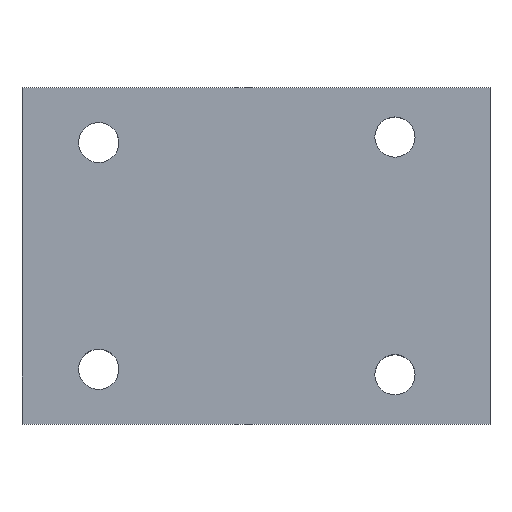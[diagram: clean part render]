
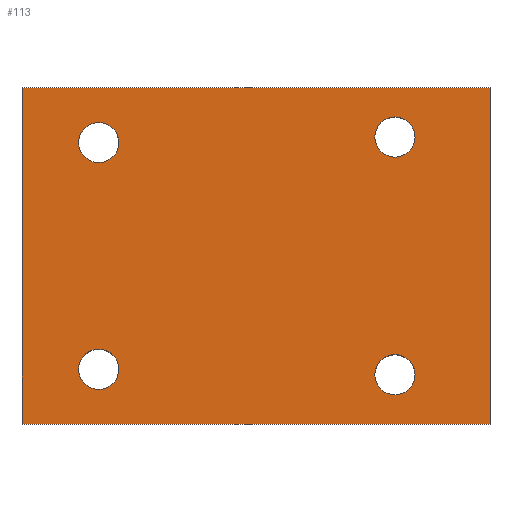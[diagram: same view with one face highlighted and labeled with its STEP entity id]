
A CAD part, top view. The second image highlights one B-rep face of the part: STEP entity #113.
In plain terms, the highlighted planar face has unit normal (0, 0, 1).
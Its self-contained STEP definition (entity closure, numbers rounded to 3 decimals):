
#113=ADVANCED_FACE('',(#242,#243,#244,#245,#246),#247,.T.);
#242=FACE_BOUND('',#380,.T.);
#243=FACE_BOUND('',#381,.T.);
#244=FACE_BOUND('',#382,.T.);
#245=FACE_BOUND('',#383,.T.);
#246=FACE_OUTER_BOUND('',#384,.T.);
#247=PLANE('',#385);
#380=EDGE_LOOP('',(#637,#638));
#381=EDGE_LOOP('',(#639,#640));
#382=EDGE_LOOP('',(#641,#642));
#383=EDGE_LOOP('',(#643,#644));
#384=EDGE_LOOP('',(#645,#646,#647,#648));
#385=AXIS2_PLACEMENT_3D('',#649,#650,#651);
#637=ORIENTED_EDGE('',*,*,#846,.T.);
#638=ORIENTED_EDGE('',*,*,#847,.T.);
#639=ORIENTED_EDGE('',*,*,#848,.T.);
#640=ORIENTED_EDGE('',*,*,#814,.T.);
#641=ORIENTED_EDGE('',*,*,#849,.T.);
#642=ORIENTED_EDGE('',*,*,#850,.T.);
#643=ORIENTED_EDGE('',*,*,#835,.T.);
#644=ORIENTED_EDGE('',*,*,#840,.T.);
#645=ORIENTED_EDGE('',*,*,#821,.T.);
#646=ORIENTED_EDGE('',*,*,#756,.T.);
#647=ORIENTED_EDGE('',*,*,#799,.T.);
#648=ORIENTED_EDGE('',*,*,#763,.T.);
#649=CARTESIAN_POINT('',(226.0,23.0,66.0));
#650=DIRECTION('',(0.0,0.0,1.0));
#651=DIRECTION('',(1.0,0.0,0.0));
#756=EDGE_CURVE('',#880,#885,#887,.T.);
#763=EDGE_CURVE('',#891,#896,#898,.T.);
#799=EDGE_CURVE('',#885,#891,#962,.T.);
#814=EDGE_CURVE('',#980,#978,#981,.T.);
#821=EDGE_CURVE('',#896,#880,#990,.T.);
#835=EDGE_CURVE('',#1004,#1006,#1008,.T.);
#840=EDGE_CURVE('',#1006,#1004,#1013,.T.);
#846=EDGE_CURVE('',#1021,#1022,#1023,.T.);
#847=EDGE_CURVE('',#1022,#1021,#1024,.T.);
#848=EDGE_CURVE('',#978,#980,#1025,.T.);
#849=EDGE_CURVE('',#1026,#1027,#1028,.T.);
#850=EDGE_CURVE('',#1027,#1026,#1029,.T.);
#880=VERTEX_POINT('',#1061);
#885=VERTEX_POINT('',#1068);
#887=LINE('',#1071,#1072);
#891=VERTEX_POINT('',#1076);
#896=VERTEX_POINT('',#1083);
#898=LINE('',#1086,#1087);
#962=LINE('',#1155,#1156);
#978=VERTEX_POINT('',#1176);
#980=VERTEX_POINT('',#1179);
#981=CIRCLE('',#1180,2.75);
#990=LINE('',#1192,#1193);
#1004=VERTEX_POINT('',#1211);
#1006=VERTEX_POINT('',#1214);
#1008=CIRCLE('',#1217,2.75);
#1013=CIRCLE('',#1222,2.75);
#1021=VERTEX_POINT('',#1232);
#1022=VERTEX_POINT('',#1233);
#1023=CIRCLE('',#1234,2.75);
#1024=CIRCLE('',#1235,2.75);
#1025=CIRCLE('',#1236,2.75);
#1026=VERTEX_POINT('',#1237);
#1027=VERTEX_POINT('',#1238);
#1028=CIRCLE('',#1239,2.75);
#1029=CIRCLE('',#1240,2.75);
#1061=CARTESIAN_POINT('',(258.0,46.0,66.0));
#1068=CARTESIAN_POINT('',(194.0,46.0,66.0));
#1071=CARTESIAN_POINT('',(226.0,46.0,66.0));
#1072=VECTOR('',#1275,1.0);
#1076=CARTESIAN_POINT('',(194.0,0.0,66.0));
#1083=CARTESIAN_POINT('',(258.0,0.0,66.0));
#1086=CARTESIAN_POINT('',(226.0,0.0,66.0));
#1087=VECTOR('',#1282,1.0);
#1155=CARTESIAN_POINT('',(194.0,23.0,66.0));
#1156=VECTOR('',#1365,1.0);
#1176=CARTESIAN_POINT('',(207.25,7.5,66.0));
#1179=CARTESIAN_POINT('',(201.75,7.5,66.0));
#1180=AXIS2_PLACEMENT_3D('',#1383,#1384,#1385);
#1192=CARTESIAN_POINT('',(258.0,23.0,66.0));
#1193=VECTOR('',#1392,1.0);
#1211=CARTESIAN_POINT('',(247.75,39.25,66.0));
#1214=CARTESIAN_POINT('',(242.25,39.25,66.0));
#1217=AXIS2_PLACEMENT_3D('',#1405,#1406,#1407);
#1222=AXIS2_PLACEMENT_3D('',#1411,#1412,#1413);
#1232=CARTESIAN_POINT('',(207.25,38.5,66.0));
#1233=CARTESIAN_POINT('',(201.75,38.5,66.0));
#1234=AXIS2_PLACEMENT_3D('',#1419,#1420,#1421);
#1235=AXIS2_PLACEMENT_3D('',#1422,#1423,#1424);
#1236=AXIS2_PLACEMENT_3D('',#1425,#1426,#1427);
#1237=CARTESIAN_POINT('',(247.75,6.75,66.0));
#1238=CARTESIAN_POINT('',(242.25,6.75,66.0));
#1239=AXIS2_PLACEMENT_3D('',#1428,#1429,#1430);
#1240=AXIS2_PLACEMENT_3D('',#1431,#1432,#1433);
#1275=DIRECTION('',(-1.0,0.0,0.0));
#1282=DIRECTION('',(1.0,0.0,0.0));
#1365=DIRECTION('',(0.0,-1.0,0.0));
#1383=CARTESIAN_POINT('',(204.5,7.5,66.0));
#1384=DIRECTION('',(0.0,0.0,-1.0));
#1385=DIRECTION('',(1.0,0.0,0.0));
#1392=DIRECTION('',(0.0,1.0,0.0));
#1405=CARTESIAN_POINT('',(245.0,39.25,66.0));
#1406=DIRECTION('',(0.0,0.0,-1.0));
#1407=DIRECTION('',(1.0,0.0,0.0));
#1411=CARTESIAN_POINT('',(245.0,39.25,66.0));
#1412=DIRECTION('',(0.0,0.0,-1.0));
#1413=DIRECTION('',(1.0,0.0,0.0));
#1419=CARTESIAN_POINT('',(204.5,38.5,66.0));
#1420=DIRECTION('',(0.0,0.0,-1.0));
#1421=DIRECTION('',(1.0,0.0,0.0));
#1422=CARTESIAN_POINT('',(204.5,38.5,66.0));
#1423=DIRECTION('',(0.0,0.0,-1.0));
#1424=DIRECTION('',(1.0,0.0,0.0));
#1425=CARTESIAN_POINT('',(204.5,7.5,66.0));
#1426=DIRECTION('',(0.0,0.0,-1.0));
#1427=DIRECTION('',(1.0,0.0,0.0));
#1428=CARTESIAN_POINT('',(245.0,6.75,66.0));
#1429=DIRECTION('',(0.0,0.0,-1.0));
#1430=DIRECTION('',(1.0,0.0,0.0));
#1431=CARTESIAN_POINT('',(245.0,6.75,66.0));
#1432=DIRECTION('',(0.0,0.0,-1.0));
#1433=DIRECTION('',(1.0,0.0,0.0));
